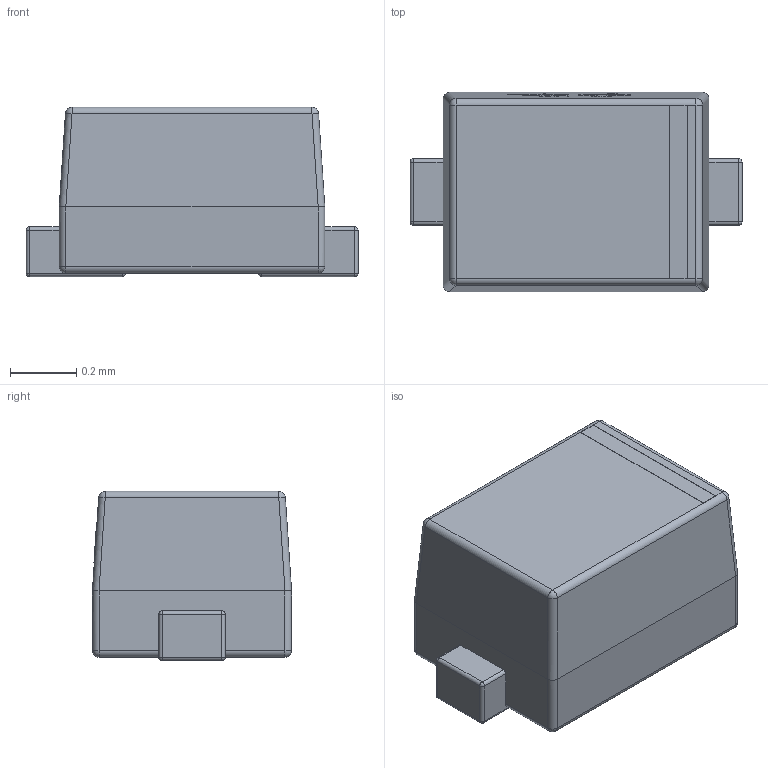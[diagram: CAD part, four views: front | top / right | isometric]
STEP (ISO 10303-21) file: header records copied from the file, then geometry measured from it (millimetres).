
FILE_DESCRIPTION (( 'STEP AP214' ), '1' );
FILE_NAME ('SOD-923_L0.8-W0.6-H0.5-LS1.0.step', '2022-07-29T07:53:55', ( '' ), ( '' ), 'SwSTEP 2.0', 'SolidWorks 2020', '' );
FILE_SCHEMA (( 'AUTOMOTIVE_DESIGN' ));
Length unit declared in the file: millimetre
Products named in the file (1): SOD-923_L0.8-W0.6-H0.5-LS1.0
Bounding box: 1 x 0.6 x 0.51 mm (x, y, z)
Volume: 0.2 mm3; surface area: 2.4 mm2
Topology: 1 solids, 1 shells, 306 faces, 811 edges, 510 vertices
Faces by surface type: plane 152, bspline 98, cylinder 36, sphere 20
Entity records: 13159 total; most frequent: CARTESIAN_POINT 2930, ORIENTED_EDGE 1590, DIRECTION 1077, EDGE_CURVE 795, VECTOR 523, LINE 523, VERTEX_POINT 510, EDGE_LOOP 325
